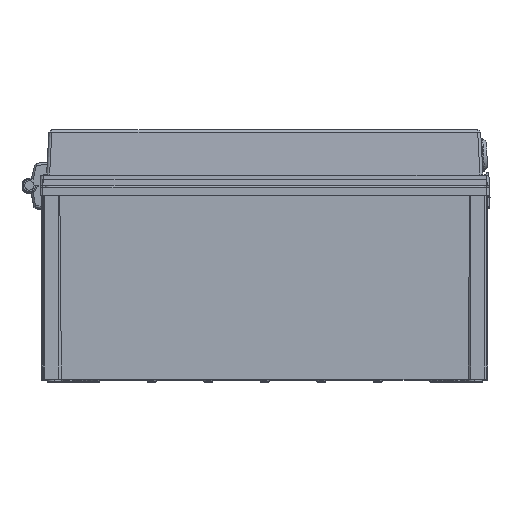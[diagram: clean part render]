
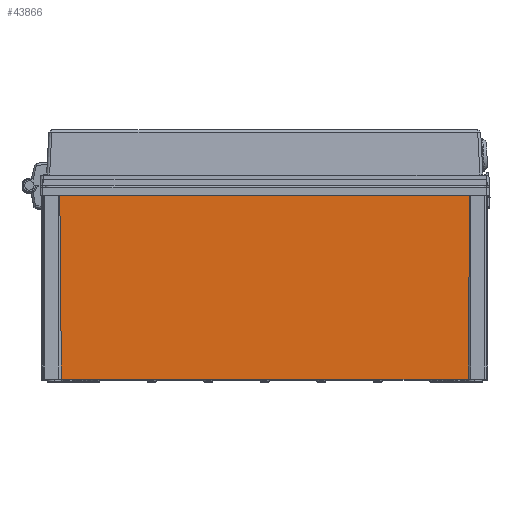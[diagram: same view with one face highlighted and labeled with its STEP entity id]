
A CAD part, top view. The second image highlights one B-rep face of the part: STEP entity #43866.
In plain terms, the highlighted planar face has unit normal (0, -0.009, 1).
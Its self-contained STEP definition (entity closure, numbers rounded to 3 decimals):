
#997 = PLANE ( 'NONE',  #7806 ) ;
#1999 = LINE ( 'NONE', #27677, #20524 ) ;
#2969 = DIRECTION ( 'NONE',  ( -1., 0., 0. ) ) ;
#4730 = EDGE_CURVE ( 'NONE', #67908, #15591, #35196, .T. ) ;
#5011 = CARTESIAN_POINT ( 'NONE',  ( 178.301, -373.794, 293.301 ) ) ;
#5864 = LINE ( 'NONE', #5011, #74970 ) ;
#7806 = AXIS2_PLACEMENT_3D ( 'NONE', #71270, #52362, #59093 ) ;
#10041 = CARTESIAN_POINT ( 'NONE',  ( -180.079, -170., 295.079 ) ) ;
#11629 = ORIENTED_EDGE ( 'NONE', *, *, #4730, .T. ) ;
#15591 = VERTEX_POINT ( 'NONE', #10041 ) ;
#19630 = EDGE_LOOP ( 'NONE', ( #51761, #79080, #35611, #11629 ) ) ;
#20524 = VECTOR ( 'NONE', #21365, 1000. ) ;
#20778 = FACE_OUTER_BOUND ( 'NONE', #19630, .T. ) ;
#21365 = DIRECTION ( 'NONE',  ( 1., 0., 0. ) ) ;
#21955 = CARTESIAN_POINT ( 'NONE',  ( -181.5, -7.2, 296.5 ) ) ;
#27677 = CARTESIAN_POINT ( 'NONE',  ( 191.5, -170., 295.079 ) ) ;
#35196 = LINE ( 'NONE', #60895, #72680 ) ;
#35351 = LINE ( 'NONE', #79905, #76633 ) ;
#35611 = ORIENTED_EDGE ( 'NONE', *, *, #73562, .T. ) ;
#43866 = ADVANCED_FACE ( 'NONE', ( #20778 ), #997, .T. ) ;
#49313 = EDGE_CURVE ( 'NONE', #15591, #59354, #1999, .T. ) ;
#51761 = ORIENTED_EDGE ( 'NONE', *, *, #49313, .T. ) ;
#52362 = DIRECTION ( 'NONE',  ( 0., -0.009, 1. ) ) ;
#57496 = VERTEX_POINT ( 'NONE', #60287 ) ;
#58731 = EDGE_CURVE ( 'NONE', #59354, #57496, #5864, .T. ) ;
#59093 = DIRECTION ( 'NONE',  ( 0., -1., -0.009 ) ) ;
#59354 = VERTEX_POINT ( 'NONE', #79101 ) ;
#60287 = CARTESIAN_POINT ( 'NONE',  ( 181.5, -7.2, 296.5 ) ) ;
#60895 = CARTESIAN_POINT ( 'NONE',  ( -178.301, -373.794, 293.301 ) ) ;
#61300 = DIRECTION ( 'NONE',  ( 0.009, -1., -0.009 ) ) ;
#67908 = VERTEX_POINT ( 'NONE', #21955 ) ;
#69828 = DIRECTION ( 'NONE',  ( 0.009, 1., 0.009 ) ) ;
#71270 = CARTESIAN_POINT ( 'NONE',  ( 191.5, -7.2, 296.5 ) ) ;
#72680 = VECTOR ( 'NONE', #61300, 1000. ) ;
#73562 = EDGE_CURVE ( 'NONE', #57496, #67908, #35351, .T. ) ;
#74970 = VECTOR ( 'NONE', #69828, 1000. ) ;
#76633 = VECTOR ( 'NONE', #2969, 1000. ) ;
#79080 = ORIENTED_EDGE ( 'NONE', *, *, #58731, .T. ) ;
#79101 = CARTESIAN_POINT ( 'NONE',  ( 180.079, -170., 295.079 ) ) ;
#79905 = CARTESIAN_POINT ( 'NONE',  ( 191.5, -7.2, 296.5 ) ) ;
